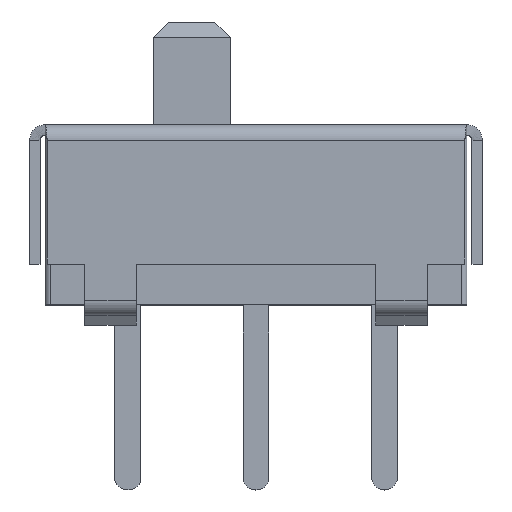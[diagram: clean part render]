
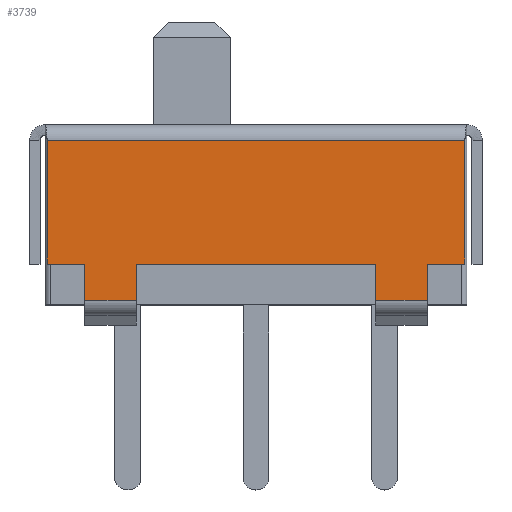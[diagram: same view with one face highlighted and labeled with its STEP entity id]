
A CAD part, top view. The second image highlights one B-rep face of the part: STEP entity #3739.
In plain terms, the highlighted planar face has unit normal (0, 0, 1).
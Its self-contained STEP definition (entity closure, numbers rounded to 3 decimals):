
#65 = CARTESIAN_POINT ( 'NONE',  ( -3.326, -2.459, 1.95 ) ) ;
#297 = ORIENTED_EDGE ( 'NONE', *, *, #4931, .F. ) ;
#421 = VERTEX_POINT ( 'NONE', #4350 ) ;
#423 = CARTESIAN_POINT ( 'NONE',  ( -4.059, -0.05, 1.95 ) ) ;
#458 = VERTEX_POINT ( 'NONE', #1422 ) ;
#590 = VECTOR ( 'NONE', #3501, 1000. ) ;
#610 = ORIENTED_EDGE ( 'NONE', *, *, #904, .F. ) ;
#695 = EDGE_LOOP ( 'NONE', ( #1498, #4852, #2681, #2654, #2694, #610, #5317, #3987, #3878, #4657, #1623, #297 ) ) ;
#722 = EDGE_CURVE ( 'NONE', #1881, #4412, #2158, .T. ) ;
#734 = EDGE_CURVE ( 'NONE', #1631, #458, #3874, .T. ) ;
#738 = CARTESIAN_POINT ( 'NONE',  ( -3.326, -2.459, 1.95 ) ) ;
#793 = CARTESIAN_POINT ( 'NONE',  ( -4.059, -3.166, 1.95 ) ) ;
#899 = CARTESIAN_POINT ( 'NONE',  ( 2.333, -2.459, 1.95 ) ) ;
#904 = EDGE_CURVE ( 'NONE', #458, #5325, #2594, .T. ) ;
#923 = DIRECTION ( 'NONE',  ( 0., 1., 0. ) ) ;
#949 = LINE ( 'NONE', #4832, #3237 ) ;
#1191 = VECTOR ( 'NONE', #2151, 1000. ) ;
#1332 = EDGE_CURVE ( 'NONE', #5427, #4133, #5005, .T. ) ;
#1333 = CARTESIAN_POINT ( 'NONE',  ( -2.333, -2.459, 1.95 ) ) ;
#1336 = VERTEX_POINT ( 'NONE', #2939 ) ;
#1420 = DIRECTION ( 'NONE',  ( -1., 0., 0. ) ) ;
#1422 = CARTESIAN_POINT ( 'NONE',  ( 2.333, -2.459, 1.95 ) ) ;
#1498 = ORIENTED_EDGE ( 'NONE', *, *, #3879, .T. ) ;
#1521 = CARTESIAN_POINT ( 'NONE',  ( -4.059, -2.459, 1.95 ) ) ;
#1623 = ORIENTED_EDGE ( 'NONE', *, *, #1332, .F. ) ;
#1631 = VERTEX_POINT ( 'NONE', #1695 ) ;
#1677 = CARTESIAN_POINT ( 'NONE',  ( 4.059, -2.459, 1.95 ) ) ;
#1695 = CARTESIAN_POINT ( 'NONE',  ( 2.333, -3.166, 1.95 ) ) ;
#1739 = DIRECTION ( 'NONE',  ( 0., 1., 0. ) ) ;
#1744 = VECTOR ( 'NONE', #4166, 1000. ) ;
#1772 = FACE_OUTER_BOUND ( 'NONE', #695, .T. ) ;
#1774 = CARTESIAN_POINT ( 'NONE',  ( 4.4, -0.05, 1.95 ) ) ;
#1881 = VERTEX_POINT ( 'NONE', #2617 ) ;
#1908 = DIRECTION ( 'NONE',  ( -1., 0., 0. ) ) ;
#1996 = VECTOR ( 'NONE', #923, 1000. ) ;
#2003 = VECTOR ( 'NONE', #2051, 1000. ) ;
#2051 = DIRECTION ( 'NONE',  ( 0., -1., 0. ) ) ;
#2151 = DIRECTION ( 'NONE',  ( -1., 0., 0. ) ) ;
#2158 = LINE ( 'NONE', #65, #1996 ) ;
#2168 = DIRECTION ( 'NONE',  ( 0., 0., -1. ) ) ;
#2251 = CARTESIAN_POINT ( 'NONE',  ( 0., 0., 1.95 ) ) ;
#2260 = VECTOR ( 'NONE', #1739, 1000. ) ;
#2388 = LINE ( 'NONE', #4496, #5283 ) ;
#2463 = VERTEX_POINT ( 'NONE', #1521 ) ;
#2493 = CARTESIAN_POINT ( 'NONE',  ( 4.059, 0.05, 1.95 ) ) ;
#2594 = LINE ( 'NONE', #1333, #1191 ) ;
#2617 = CARTESIAN_POINT ( 'NONE',  ( -3.326, -3.166, 1.95 ) ) ;
#2653 = CARTESIAN_POINT ( 'NONE',  ( -2.333, -2.459, 1.95 ) ) ;
#2654 = ORIENTED_EDGE ( 'NONE', *, *, #3580, .T. ) ;
#2681 = ORIENTED_EDGE ( 'NONE', *, *, #722, .F. ) ;
#2694 = ORIENTED_EDGE ( 'NONE', *, *, #4731, .F. ) ;
#2698 = DIRECTION ( 'NONE',  ( 0., -1., 0. ) ) ;
#2763 = VERTEX_POINT ( 'NONE', #4457 ) ;
#2859 = EDGE_CURVE ( 'NONE', #421, #1336, #4935, .T. ) ;
#2939 = CARTESIAN_POINT ( 'NONE',  ( 3.326, -3.166, 1.95 ) ) ;
#3035 = DIRECTION ( 'NONE',  ( 1., 0., 0. ) ) ;
#3184 = DIRECTION ( 'NONE',  ( 0., -1., 0. ) ) ;
#3188 = EDGE_CURVE ( 'NONE', #4133, #421, #4016, .T. ) ;
#3237 = VECTOR ( 'NONE', #1420, 1000. ) ;
#3259 = CARTESIAN_POINT ( 'NONE',  ( -2.333, -2.459, 1.95 ) ) ;
#3360 = VECTOR ( 'NONE', #1908, 1000. ) ;
#3382 = VECTOR ( 'NONE', #3035, 1000. ) ;
#3408 = AXIS2_PLACEMENT_3D ( 'NONE', #2251, #2168, #5088 ) ;
#3501 = DIRECTION ( 'NONE',  ( 1., 0., 0. ) ) ;
#3529 = LINE ( 'NONE', #1774, #590 ) ;
#3580 = EDGE_CURVE ( 'NONE', #1881, #2763, #4810, .T. ) ;
#3695 = CARTESIAN_POINT ( 'NONE',  ( 3.326, -2.459, 1.95 ) ) ;
#3739 = ADVANCED_FACE ( 'NONE', ( #1772 ), #3912, .F. ) ;
#3874 = LINE ( 'NONE', #899, #2260 ) ;
#3878 = ORIENTED_EDGE ( 'NONE', *, *, #2859, .F. ) ;
#3879 = EDGE_CURVE ( 'NONE', #5040, #2463, #2388, .T. ) ;
#3912 = PLANE ( 'NONE',  #3408 ) ;
#3978 = CARTESIAN_POINT ( 'NONE',  ( -4.059, -3.166, 1.95 ) ) ;
#3987 = ORIENTED_EDGE ( 'NONE', *, *, #4530, .T. ) ;
#4016 = LINE ( 'NONE', #4041, #3360 ) ;
#4041 = CARTESIAN_POINT ( 'NONE',  ( 3.326, -2.459, 1.95 ) ) ;
#4122 = VECTOR ( 'NONE', #2698, 1000. ) ;
#4133 = VERTEX_POINT ( 'NONE', #1677 ) ;
#4137 = CARTESIAN_POINT ( 'NONE',  ( 4.059, -0.05, 1.95 ) ) ;
#4166 = DIRECTION ( 'NONE',  ( 0., -1., 0. ) ) ;
#4286 = LINE ( 'NONE', #793, #3382 ) ;
#4350 = CARTESIAN_POINT ( 'NONE',  ( 3.326, -2.459, 1.95 ) ) ;
#4361 = EDGE_CURVE ( 'NONE', #4412, #2463, #949, .T. ) ;
#4412 = VERTEX_POINT ( 'NONE', #738 ) ;
#4457 = CARTESIAN_POINT ( 'NONE',  ( -2.333, -3.166, 1.95 ) ) ;
#4496 = CARTESIAN_POINT ( 'NONE',  ( -4.059, 0., 1.95 ) ) ;
#4530 = EDGE_CURVE ( 'NONE', #1631, #1336, #4286, .T. ) ;
#4657 = ORIENTED_EDGE ( 'NONE', *, *, #3188, .F. ) ;
#4731 = EDGE_CURVE ( 'NONE', #5325, #2763, #5272, .T. ) ;
#4810 = LINE ( 'NONE', #3978, #4881 ) ;
#4830 = DIRECTION ( 'NONE',  ( 1., 0., 0. ) ) ;
#4832 = CARTESIAN_POINT ( 'NONE',  ( -3.326, -2.459, 1.95 ) ) ;
#4852 = ORIENTED_EDGE ( 'NONE', *, *, #4361, .F. ) ;
#4881 = VECTOR ( 'NONE', #4830, 1000. ) ;
#4931 = EDGE_CURVE ( 'NONE', #5040, #5427, #3529, .T. ) ;
#4935 = LINE ( 'NONE', #3695, #1744 ) ;
#5005 = LINE ( 'NONE', #2493, #2003 ) ;
#5040 = VERTEX_POINT ( 'NONE', #423 ) ;
#5088 = DIRECTION ( 'NONE',  ( 0., 1., 0. ) ) ;
#5272 = LINE ( 'NONE', #2653, #4122 ) ;
#5283 = VECTOR ( 'NONE', #3184, 1000. ) ;
#5317 = ORIENTED_EDGE ( 'NONE', *, *, #734, .F. ) ;
#5325 = VERTEX_POINT ( 'NONE', #3259 ) ;
#5427 = VERTEX_POINT ( 'NONE', #4137 ) ;
